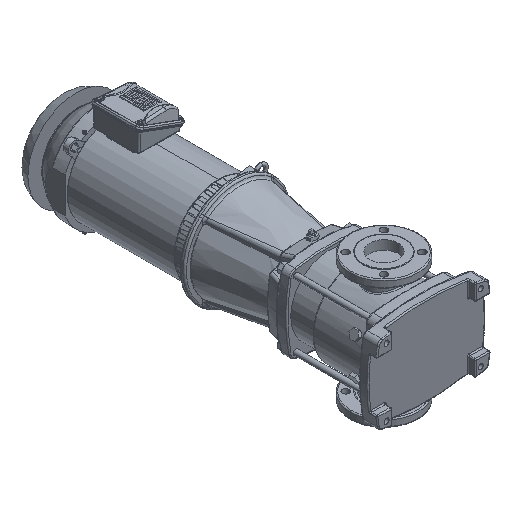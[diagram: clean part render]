
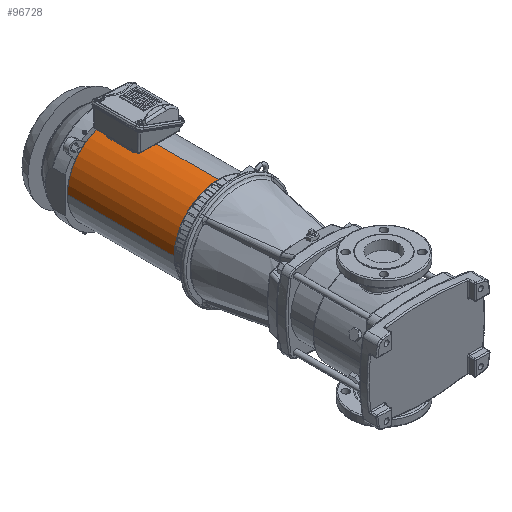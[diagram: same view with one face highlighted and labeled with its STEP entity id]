
A CAD part, isometric view. The second image highlights one B-rep face of the part: STEP entity #96728.
In plain terms, the highlighted cylindrical face has radius 124.3 mm (diameter 248.6 mm), a partial arc.
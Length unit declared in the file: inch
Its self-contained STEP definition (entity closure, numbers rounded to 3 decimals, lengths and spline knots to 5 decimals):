
#155 = EDGE_CURVE ( 'NONE', #121124, #11652, #31048, .T. ) ;
#972 = DIRECTION ( 'NONE',  ( -1., 0., 0. ) ) ;
#4023 = CARTESIAN_POINT ( 'NONE',  ( 6.11655, -5.09019, 0.00085 ) ) ;
#5136 = CARTESIAN_POINT ( 'NONE',  ( -5.69447, -5.09019, 0.00085 ) ) ;
#7564 = CARTESIAN_POINT ( 'NONE',  ( 38.54453, -5.09019, 0.00085 ) ) ;
#11652 = VERTEX_POINT ( 'NONE', #119190 ) ;
#19301 = CIRCLE ( 'NONE', #26356, 4.8937 ) ;
#20893 = CARTESIAN_POINT ( 'NONE',  ( 38.54453, -0.19649, 4.8937 ) ) ;
#22592 = EDGE_LOOP ( 'NONE', ( #89564, #48815, #99412, #134000 ) ) ;
#26356 = AXIS2_PLACEMENT_3D ( 'NONE', #58419, #37031, #34151 ) ;
#27854 = EDGE_CURVE ( 'NONE', #63260, #11652, #101857, .T. ) ;
#27882 = VECTOR ( 'NONE', #108405, 39.37008 ) ;
#31048 = CIRCLE ( 'NONE', #129788, 4.8937 ) ;
#34151 = DIRECTION ( 'NONE',  ( 0., -1., 0. ) ) ;
#37031 = DIRECTION ( 'NONE',  ( -1., 0., 0. ) ) ;
#40357 = EDGE_CURVE ( 'NONE', #131267, #63260, #19301, .T. ) ;
#48815 = ORIENTED_EDGE ( 'NONE', *, *, #27854, .T. ) ;
#48977 = CARTESIAN_POINT ( 'NONE',  ( -5.69447, -0.19649, 0. ) ) ;
#58419 = CARTESIAN_POINT ( 'NONE',  ( 6.11655, -0.19649, 0. ) ) ;
#63260 = VERTEX_POINT ( 'NONE', #99990 ) ;
#71071 = DIRECTION ( 'NONE',  ( 0., -1., 0. ) ) ;
#75208 = DIRECTION ( 'NONE',  ( 0., 0., 1. ) ) ;
#89564 = ORIENTED_EDGE ( 'NONE', *, *, #40357, .T. ) ;
#96728 = ADVANCED_FACE ( 'NONE', ( #97304 ), #142166, .T. ) ;
#97304 = FACE_OUTER_BOUND ( 'NONE', #22592, .T. ) ;
#99412 = ORIENTED_EDGE ( 'NONE', *, *, #155, .F. ) ;
#99990 = CARTESIAN_POINT ( 'NONE',  ( 6.11655, -0.19649, 4.8937 ) ) ;
#101857 = LINE ( 'NONE', #20893, #121336 ) ;
#108405 = DIRECTION ( 'NONE',  ( -1., 0., 0. ) ) ;
#113773 = DIRECTION ( 'NONE',  ( -1., 0., 0. ) ) ;
#117187 = CARTESIAN_POINT ( 'NONE',  ( 38.54453, -0.19649, 0. ) ) ;
#119190 = CARTESIAN_POINT ( 'NONE',  ( -5.69447, -0.19649, 4.8937 ) ) ;
#121124 = VERTEX_POINT ( 'NONE', #5136 ) ;
#121336 = VECTOR ( 'NONE', #972, 39.37008 ) ;
#129788 = AXIS2_PLACEMENT_3D ( 'NONE', #48977, #113773, #71071 ) ;
#131110 = DIRECTION ( 'NONE',  ( -1., 0., 0. ) ) ;
#131267 = VERTEX_POINT ( 'NONE', #4023 ) ;
#134000 = ORIENTED_EDGE ( 'NONE', *, *, #137969, .F. ) ;
#137969 = EDGE_CURVE ( 'NONE', #131267, #121124, #142270, .T. ) ;
#141418 = AXIS2_PLACEMENT_3D ( 'NONE', #117187, #131110, #75208 ) ;
#142166 = CYLINDRICAL_SURFACE ( 'NONE', #141418, 4.8937 ) ;
#142270 = LINE ( 'NONE', #7564, #27882 ) ;
